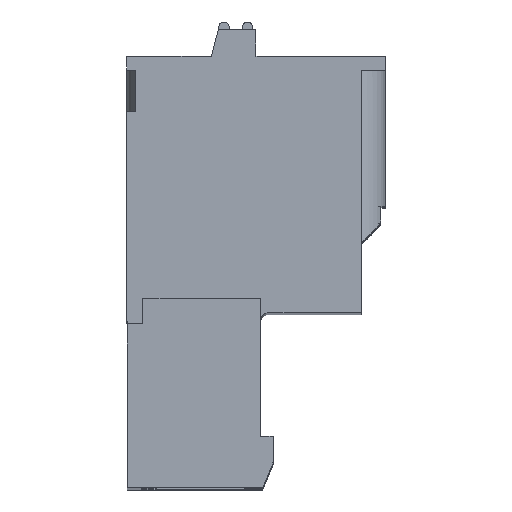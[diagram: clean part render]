
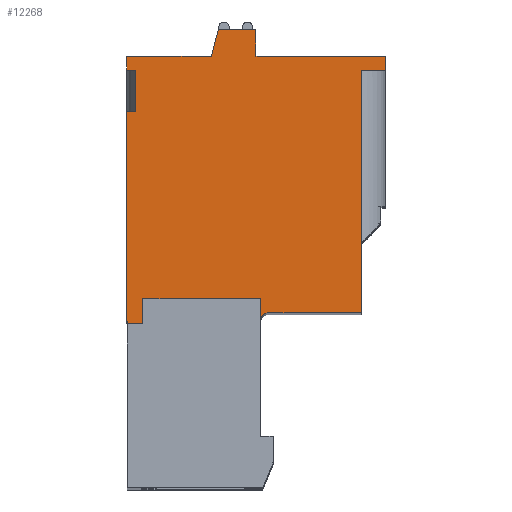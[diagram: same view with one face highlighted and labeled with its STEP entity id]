
A CAD part, top view. The second image highlights one B-rep face of the part: STEP entity #12268.
In plain terms, the highlighted planar face has unit normal (0, 0, 1).
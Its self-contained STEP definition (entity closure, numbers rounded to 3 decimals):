
#613=DIRECTION('',(0.,1.,0.));
#614=VECTOR('',#613,1.3);
#615=CARTESIAN_POINT('',(3.741,-4.022,2.5));
#616=LINE('',#615,#614);
#617=DIRECTION('',(-1.,0.,0.));
#618=VECTOR('',#617,6.8);
#619=CARTESIAN_POINT('',(3.741,-2.722,2.5));
#620=LINE('',#619,#618);
#621=DIRECTION('',(0.,-1.,0.));
#622=VECTOR('',#621,1.45);
#623=CARTESIAN_POINT('',(-3.059,-2.722,2.5));
#624=LINE('',#623,#622);
#625=DIRECTION('',(-1.,0.,0.));
#626=VECTOR('',#625,0.9);
#627=CARTESIAN_POINT('',(-3.059,-4.172,2.5));
#628=LINE('',#627,#626);
#629=DIRECTION('',(0.,-1.,0.));
#630=VECTOR('',#629,0.15);
#631=CARTESIAN_POINT('',(-3.959,-4.022,2.5));
#632=LINE('',#631,#630);
#633=DIRECTION('',(1.,0.,0.));
#634=VECTOR('',#633,0.05);
#635=CARTESIAN_POINT('',(-4.009,-4.022,2.5));
#636=LINE('',#635,#634);
#637=DIRECTION('',(0.,-1.,0.));
#638=VECTOR('',#637,12.15);
#639=CARTESIAN_POINT('',(-4.009,8.128,2.5));
#640=LINE('',#639,#638);
#641=DIRECTION('',(1.,0.,0.));
#642=VECTOR('',#641,0.5);
#643=CARTESIAN_POINT('',(-4.009,8.128,2.5));
#644=LINE('',#643,#642);
#645=DIRECTION('',(0.,-1.,0.));
#646=VECTOR('',#645,2.4);
#647=CARTESIAN_POINT('',(-3.509,10.528,2.5));
#648=LINE('',#647,#646);
#649=DIRECTION('',(1.,0.,0.));
#650=VECTOR('',#649,0.5);
#651=CARTESIAN_POINT('',(-4.009,10.528,2.5));
#652=LINE('',#651,#650);
#653=DIRECTION('',(0.,-1.,0.));
#654=VECTOR('',#653,0.8);
#655=CARTESIAN_POINT('',(-4.009,11.328,2.5));
#656=LINE('',#655,#654);
#657=DIRECTION('',(-1.,0.,0.));
#658=VECTOR('',#657,4.907);
#659=CARTESIAN_POINT('',(0.898,11.328,2.5));
#660=LINE('',#659,#658);
#661=DIRECTION('',(-0.259,-0.966,0.));
#662=VECTOR('',#661,1.605);
#663=CARTESIAN_POINT('',(1.313,12.878,2.5));
#664=LINE('',#663,#662);
#665=DIRECTION('',(-1.,0.,0.));
#666=VECTOR('',#665,2.178);
#667=CARTESIAN_POINT('',(3.491,12.878,2.5));
#668=LINE('',#667,#666);
#669=DIRECTION('',(0.,1.,0.));
#670=VECTOR('',#669,1.55);
#671=CARTESIAN_POINT('',(3.491,11.328,2.5));
#672=LINE('',#671,#670);
#673=DIRECTION('',(-1.,0.,0.));
#674=VECTOR('',#673,7.5);
#675=CARTESIAN_POINT('',(10.991,11.328,2.5));
#676=LINE('',#675,#674);
#677=DIRECTION('',(0.,1.,0.));
#678=VECTOR('',#677,0.8);
#679=CARTESIAN_POINT('',(10.991,10.528,2.5));
#680=LINE('',#679,#678);
#681=DIRECTION('',(-1.,0.,0.));
#682=VECTOR('',#681,1.4);
#683=CARTESIAN_POINT('',(10.991,10.528,2.5));
#684=LINE('',#683,#682);
#685=DIRECTION('',(1.,0.,0.));
#686=VECTOR('',#685,5.35);
#687=CARTESIAN_POINT('',(4.241,-3.522,2.5));
#688=LINE('',#687,#686);
#689=CARTESIAN_POINT('',(4.241,-4.022,2.5));
#690=DIRECTION('',(0.,0.,-1.));
#691=DIRECTION('',(-1.,0.,0.));
#692=AXIS2_PLACEMENT_3D('',#689,#690,#691);
#2988=DIRECTION('',(0.,1.,0.));
#2989=VECTOR('',#2988,14.05);
#2990=CARTESIAN_POINT('',(9.591,-3.522,2.5));
#2991=LINE('',#2990,#2989);
#8998=CARTESIAN_POINT('',(-4.009,-4.022,2.5));
#8999=CARTESIAN_POINT('',(-3.959,-4.022,2.5));
#9000=VERTEX_POINT('',#8998);
#9001=VERTEX_POINT('',#8999);
#9002=CARTESIAN_POINT('',(4.241,-3.522,2.5));
#9003=CARTESIAN_POINT('',(9.591,-3.522,2.5));
#9004=VERTEX_POINT('',#9002);
#9005=VERTEX_POINT('',#9003);
#9006=CARTESIAN_POINT('',(10.991,11.328,2.5));
#9007=CARTESIAN_POINT('',(3.491,11.328,2.5));
#9008=VERTEX_POINT('',#9006);
#9009=VERTEX_POINT('',#9007);
#9010=CARTESIAN_POINT('',(3.491,12.878,2.5));
#9011=VERTEX_POINT('',#9010);
#9012=CARTESIAN_POINT('',(1.313,12.878,2.5));
#9013=VERTEX_POINT('',#9012);
#9014=CARTESIAN_POINT('',(0.898,11.328,2.5));
#9015=VERTEX_POINT('',#9014);
#9016=CARTESIAN_POINT('',(-4.009,11.328,2.5));
#9017=VERTEX_POINT('',#9016);
#9022=CARTESIAN_POINT('',(10.991,10.528,2.5));
#9023=CARTESIAN_POINT('',(9.591,10.528,2.5));
#9024=VERTEX_POINT('',#9022);
#9025=VERTEX_POINT('',#9023);
#9140=CARTESIAN_POINT('',(3.741,-4.022,2.5));
#9141=CARTESIAN_POINT('',(3.741,-2.722,2.5));
#9142=VERTEX_POINT('',#9140);
#9143=VERTEX_POINT('',#9141);
#9144=CARTESIAN_POINT('',(-3.059,-2.722,2.5));
#9145=VERTEX_POINT('',#9144);
#9146=CARTESIAN_POINT('',(-3.059,-4.172,2.5));
#9147=VERTEX_POINT('',#9146);
#9148=CARTESIAN_POINT('',(-3.959,-4.172,2.5));
#9149=VERTEX_POINT('',#9148);
#9154=CARTESIAN_POINT('',(-4.009,10.528,2.5));
#9155=CARTESIAN_POINT('',(-3.509,10.528,2.5));
#9156=VERTEX_POINT('',#9154);
#9157=VERTEX_POINT('',#9155);
#9158=CARTESIAN_POINT('',(-4.009,8.128,2.5));
#9159=CARTESIAN_POINT('',(-3.509,8.128,2.5));
#9160=VERTEX_POINT('',#9158);
#9161=VERTEX_POINT('',#9159);
#12222=CARTESIAN_POINT('',(0.,0.,2.5));
#12223=DIRECTION('',(0.,0.,1.));
#12224=DIRECTION('',(1.,0.,0.));
#12225=AXIS2_PLACEMENT_3D('',#12222,#12223,#12224);
#12226=PLANE('',#12225);
#12227=ORIENTED_EDGE('',*,*,#12203,.T.);
#12229=ORIENTED_EDGE('',*,*,#12228,.T.);
#12231=ORIENTED_EDGE('',*,*,#12230,.T.);
#12233=ORIENTED_EDGE('',*,*,#12232,.T.);
#12234=ORIENTED_EDGE('',*,*,#11711,.F.);
#12236=ORIENTED_EDGE('',*,*,#12235,.F.);
#12238=ORIENTED_EDGE('',*,*,#12237,.F.);
#12240=ORIENTED_EDGE('',*,*,#12239,.T.);
#12242=ORIENTED_EDGE('',*,*,#12241,.F.);
#12244=ORIENTED_EDGE('',*,*,#12243,.F.);
#12246=ORIENTED_EDGE('',*,*,#12245,.F.);
#12248=ORIENTED_EDGE('',*,*,#12247,.F.);
#12250=ORIENTED_EDGE('',*,*,#12249,.F.);
#12252=ORIENTED_EDGE('',*,*,#12251,.F.);
#12254=ORIENTED_EDGE('',*,*,#12253,.F.);
#12256=ORIENTED_EDGE('',*,*,#12255,.F.);
#12258=ORIENTED_EDGE('',*,*,#12257,.F.);
#12260=ORIENTED_EDGE('',*,*,#12259,.T.);
#12262=ORIENTED_EDGE('',*,*,#12261,.F.);
#12264=ORIENTED_EDGE('',*,*,#12263,.F.);
#12265=ORIENTED_EDGE('',*,*,#12215,.F.);
#12266=EDGE_LOOP('',(#12227,#12229,#12231,#12233,#12234,#12236,#12238,#12240,
#12242,#12244,#12246,#12248,#12250,#12252,#12254,#12256,#12258,#12260,#12262,
#12264,#12265));
#12267=FACE_OUTER_BOUND('',#12266,.F.);
#693=CIRCLE('',#692,0.5);
#11711=EDGE_CURVE('',#9001,#9149,#632,.T.);
#12203=EDGE_CURVE('',#9142,#9143,#616,.T.);
#12215=EDGE_CURVE('',#9142,#9004,#693,.T.);
#12228=EDGE_CURVE('',#9143,#9145,#620,.T.);
#12230=EDGE_CURVE('',#9145,#9147,#624,.T.);
#12232=EDGE_CURVE('',#9147,#9149,#628,.T.);
#12235=EDGE_CURVE('',#9000,#9001,#636,.T.);
#12237=EDGE_CURVE('',#9160,#9000,#640,.T.);
#12239=EDGE_CURVE('',#9160,#9161,#644,.T.);
#12241=EDGE_CURVE('',#9157,#9161,#648,.T.);
#12243=EDGE_CURVE('',#9156,#9157,#652,.T.);
#12245=EDGE_CURVE('',#9017,#9156,#656,.T.);
#12247=EDGE_CURVE('',#9015,#9017,#660,.T.);
#12249=EDGE_CURVE('',#9013,#9015,#664,.T.);
#12251=EDGE_CURVE('',#9011,#9013,#668,.T.);
#12253=EDGE_CURVE('',#9009,#9011,#672,.T.);
#12255=EDGE_CURVE('',#9008,#9009,#676,.T.);
#12257=EDGE_CURVE('',#9024,#9008,#680,.T.);
#12259=EDGE_CURVE('',#9024,#9025,#684,.T.);
#12261=EDGE_CURVE('',#9005,#9025,#2991,.T.);
#12263=EDGE_CURVE('',#9004,#9005,#688,.T.);
#12268=ADVANCED_FACE('',(#12267),#12226,.T.);
